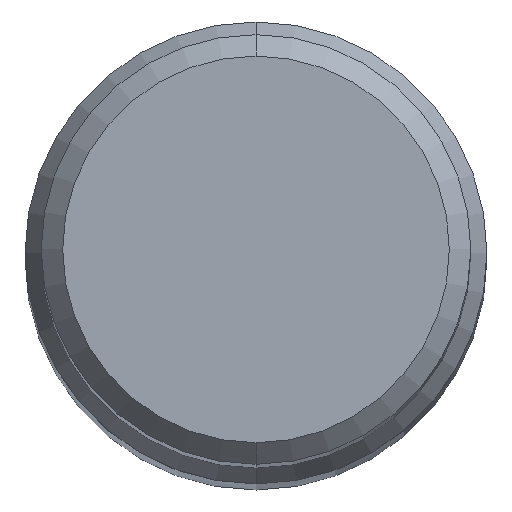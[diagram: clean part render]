
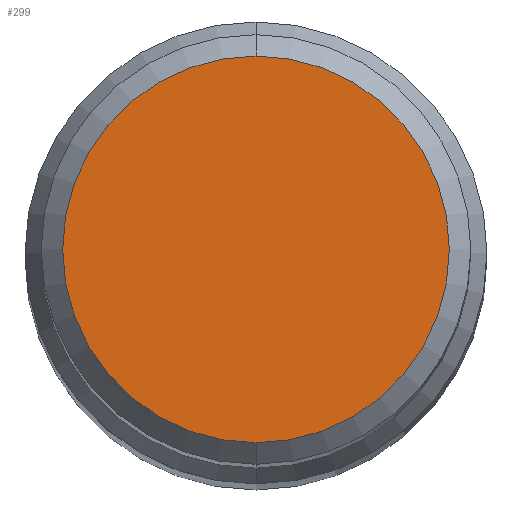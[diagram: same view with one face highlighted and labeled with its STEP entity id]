
A CAD part, top view. The second image highlights one B-rep face of the part: STEP entity #299.
In plain terms, the highlighted planar face has unit normal (0, 0, 1).
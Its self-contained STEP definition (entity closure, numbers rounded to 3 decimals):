
#171=VERTEX_POINT('',#462);
#197=EDGE_CURVE('',#171,#347,#492,.T.);
#299=ADVANCED_FACE('',(#603),#604,.T.);
#311=EDGE_CURVE('',#347,#171,#618,.T.);
#347=VERTEX_POINT('',#661);
#462=CARTESIAN_POINT('',(0.,-5.4,54.221));
#492=CIRCLE('',#835,5.4);
#603=FACE_OUTER_BOUND('',#1136,.T.);
#604=PLANE('',#1137);
#618=CIRCLE('',#1168,5.4);
#661=CARTESIAN_POINT('',(0.0,5.4,54.221));
#835=AXIS2_PLACEMENT_3D('',#1463,#1464,#1465);
#1136=EDGE_LOOP('',(#1584,#1585));
#1137=AXIS2_PLACEMENT_3D('',#1586,#1587,#1588);
#1168=AXIS2_PLACEMENT_3D('',#1606,#1607,#1608);
#1463=CARTESIAN_POINT('',(0.0,0.0,54.221));
#1464=DIRECTION('',(0.0,0.0,-1.0));
#1465=DIRECTION('',(0.0,1.0,0.0));
#1584=ORIENTED_EDGE('',*,*,#311,.F.);
#1585=ORIENTED_EDGE('',*,*,#197,.F.);
#1586=CARTESIAN_POINT('',(0.0,2.7,54.221));
#1587=DIRECTION('',(-0.0,0.0,1.0));
#1588=DIRECTION('',(0.0,-1.0,0.0));
#1606=CARTESIAN_POINT('',(0.0,0.0,54.221));
#1607=DIRECTION('',(0.0,0.0,-1.0));
#1608=DIRECTION('',(0.0,1.0,0.0));
